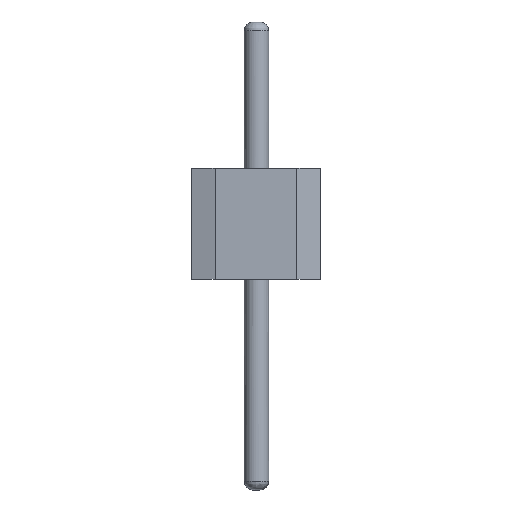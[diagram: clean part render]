
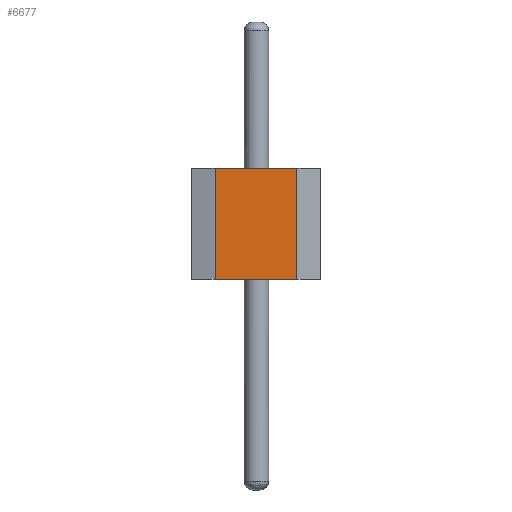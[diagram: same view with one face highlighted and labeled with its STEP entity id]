
A CAD part, left-side view. The second image highlights one B-rep face of the part: STEP entity #6677.
In plain terms, the highlighted planar face has unit normal (-1, 0, 0).
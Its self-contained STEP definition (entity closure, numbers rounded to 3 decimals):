
#99=PLANE('',#7131);
#457=FACE_OUTER_BOUND('',#815,.T.);
#815=EDGE_LOOP('',(#5203,#5204,#5205,#5206));
#1262=LINE('',#9861,#2082);
#1535=LINE('',#10543,#2355);
#1546=LINE('',#10564,#2366);
#1547=LINE('',#10566,#2367);
#2082=VECTOR('',#7825,1.);
#2355=VECTOR('',#8206,1.);
#2366=VECTOR('',#8237,1.);
#2367=VECTOR('',#8240,1.);
#3029=VERTEX_POINT('',#9858);
#3030=VERTEX_POINT('',#9860);
#3270=VERTEX_POINT('',#10528);
#3277=VERTEX_POINT('',#10541);
#3695=EDGE_CURVE('',#3030,#3029,#1262,.T.);
#4004=EDGE_CURVE('',#3277,#3270,#1535,.T.);
#4015=EDGE_CURVE('',#3277,#3030,#1546,.T.);
#4016=EDGE_CURVE('',#3270,#3029,#1547,.T.);
#5203=ORIENTED_EDGE('',*,*,#4004,.F.);
#5204=ORIENTED_EDGE('',*,*,#4015,.T.);
#5205=ORIENTED_EDGE('',*,*,#3695,.T.);
#5206=ORIENTED_EDGE('',*,*,#4016,.F.);
#6677=ADVANCED_FACE('',(#457),#99,.T.);
#7131=AXIS2_PLACEMENT_3D('',#10565,#8238,#8239);
#7825=DIRECTION('',(0.,-1.,0.));
#8206=DIRECTION('',(0.,-1.,0.));
#8237=DIRECTION('',(0.,0.,-1.));
#8238=DIRECTION('center_axis',(-1.,0.,0.));
#8239=DIRECTION('ref_axis',(0.,0.,-1.));
#8240=DIRECTION('',(0.,0.,-1.));
#9858=CARTESIAN_POINT('',(-23.064,-3.994,-3.133));
#9860=CARTESIAN_POINT('',(-23.064,-2.594,-3.133));
#9861=CARTESIAN_POINT('',(-23.064,-783.781,-3.133));
#10528=CARTESIAN_POINT('',(-23.064,-3.994,-1.233));
#10541=CARTESIAN_POINT('',(-23.064,-2.594,-1.233));
#10543=CARTESIAN_POINT('',(-23.064,776.992,-1.233));
#10564=CARTESIAN_POINT('',(-23.064,-2.594,-1.133));
#10565=CARTESIAN_POINT('Origin',(-23.064,-2.869,-1.733));
#10566=CARTESIAN_POINT('',(-23.064,-3.994,-1.133));
